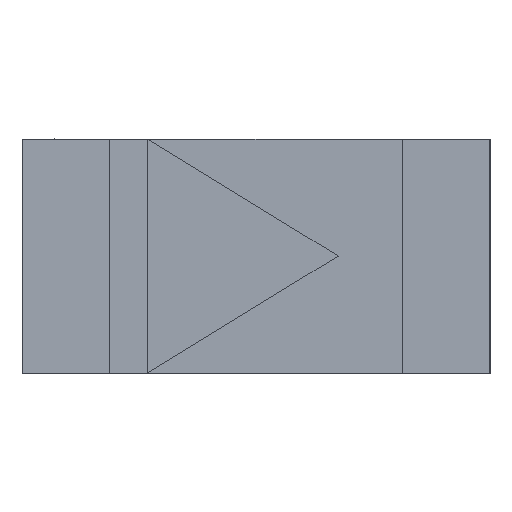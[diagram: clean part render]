
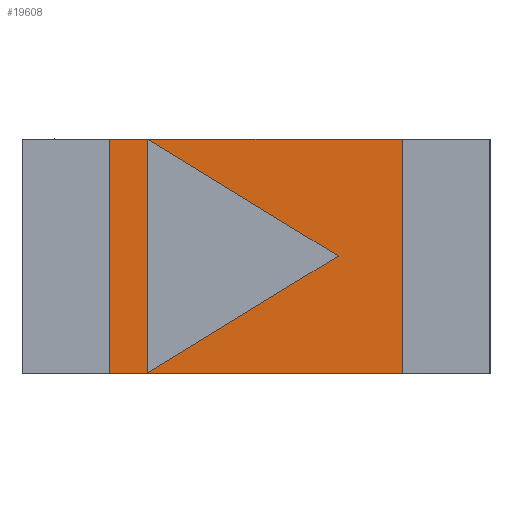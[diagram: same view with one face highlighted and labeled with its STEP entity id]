
A CAD part, front view. The second image highlights one B-rep face of the part: STEP entity #19608.
In plain terms, the highlighted planar face has unit normal (0, -1, 0).
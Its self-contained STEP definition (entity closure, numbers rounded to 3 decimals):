
#8813 = CARTESIAN_POINT ( 'NONE',  ( 0.5, -0.05, -0.4 ) ) ;
#8843 = DIRECTION ( 'NONE',  ( 0., 0., -1. ) ) ;
#8844 = VECTOR ( 'NONE', #8843, 1000. ) ;
#8845 = CARTESIAN_POINT ( 'NONE',  ( 0.5, -0.05, 0.4 ) ) ;
#8857 = LINE ( 'NONE', #8845, #8844 ) ;
#9151 = DIRECTION ( 'NONE',  ( 0., 0., -1. ) ) ;
#9152 = VECTOR ( 'NONE', #9151, 1000. ) ;
#9153 = CARTESIAN_POINT ( 'NONE',  ( -0.5, -0.05, 0.4 ) ) ;
#9154 = LINE ( 'NONE', #9153, #9152 ) ;
#9155 = CARTESIAN_POINT ( 'NONE',  ( -0.5, -0.05, -0.4 ) ) ;
#9217 = FACE_OUTER_BOUND ( 'NONE', #19603, .T. ) ;
#9219 = DIRECTION ( 'NONE',  ( -1., 0., 0. ) ) ;
#9220 = VECTOR ( 'NONE', #9219, 1000. ) ;
#9221 = CARTESIAN_POINT ( 'NONE',  ( -1.401, -0.05, -0.4 ) ) ;
#9222 = LINE ( 'NONE', #9221, #9220 ) ;
#9239 = DIRECTION ( 'NONE',  ( 0., 0., -1. ) ) ;
#9240 = DIRECTION ( 'NONE',  ( 0., -1., 0. ) ) ;
#9241 = CARTESIAN_POINT ( 'NONE',  ( -1.401, -0.05, 0.4 ) ) ;
#9242 = AXIS2_PLACEMENT_3D ( 'NONE', #9241, #9240, #9239 ) ;
#9245 = PLANE ( 'NONE',  #9242 ) ;
#9486 = CARTESIAN_POINT ( 'NONE',  ( 0.5, -0.05, 0.4 ) ) ;
#9487 = DIRECTION ( 'NONE',  ( -1., 0., 0. ) ) ;
#9488 = VECTOR ( 'NONE', #9487, 1000. ) ;
#9489 = CARTESIAN_POINT ( 'NONE',  ( -1.401, -0.05, 0.4 ) ) ;
#9490 = LINE ( 'NONE', #9489, #9488 ) ;
#9491 = CARTESIAN_POINT ( 'NONE',  ( -0.5, -0.05, 0.4 ) ) ;
#10309 = ORIENTED_EDGE ( 'NONE', *, *, #10320, .F. ) ;
#10310 = VERTEX_POINT ( 'NONE', #8813 ) ;
#10311 = ORIENTED_EDGE ( 'NONE', *, *, #19588, .T. ) ;
#10312 = ORIENTED_EDGE ( 'NONE', *, *, #19696, .T. ) ;
#10320 = EDGE_CURVE ( 'NONE', #19697, #10310, #8857, .T. ) ;
#19586 = VERTEX_POINT ( 'NONE', #9155 ) ;
#19588 = EDGE_CURVE ( 'NONE', #19694, #19586, #9154, .T. ) ;
#19600 = EDGE_CURVE ( 'NONE', #10310, #19586, #9222, .T. ) ;
#19602 = ORIENTED_EDGE ( 'NONE', *, *, #19600, .F. ) ;
#19603 = EDGE_LOOP ( 'NONE', ( #19602, #10309, #10312, #10311 ) ) ;
#19608 = ADVANCED_FACE ( 'NONE', ( #9217 ), #9245, .T. ) ;
#19694 = VERTEX_POINT ( 'NONE', #9491 ) ;
#19696 = EDGE_CURVE ( 'NONE', #19697, #19694, #9490, .T. ) ;
#19697 = VERTEX_POINT ( 'NONE', #9486 ) ;
